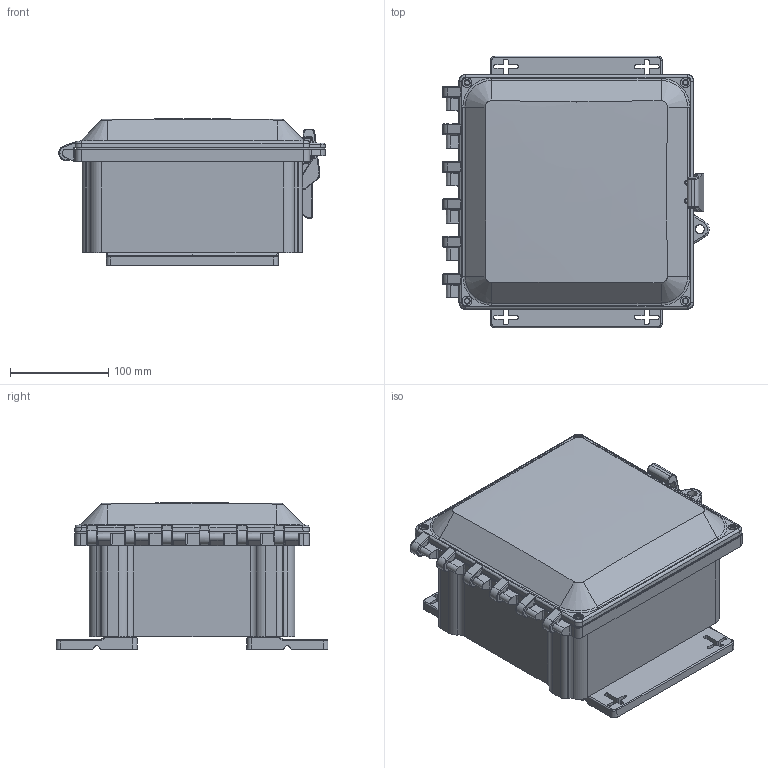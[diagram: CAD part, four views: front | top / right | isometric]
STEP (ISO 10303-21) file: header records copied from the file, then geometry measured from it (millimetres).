
FILE_DESCRIPTION (( 'STEP AP214' ), '1' );
FILE_NAME ('AHF884C.STEP', '2024-03-07T12:38:34', ( '' ), ( '' ), 'SwSTEP 2.0', 'SolidWorks 2023', '' );
FILE_SCHEMA (( 'AUTOMOTIVE_DESIGN' ));
Length unit declared in the file: inch
Products named in the file (1): AHF884C
Bounding box: 271.18 x 276.66 x 148.76 mm (x, y, z)
Volume: 1315105.4 mm3; surface area: 522914.5 mm2
Topology: 4 solids, 4 shells, 1157 faces, 2953 edges, 1827 vertices
Faces by surface type: plane 406, cylinder 341, bspline 259, cone 85, torus 62, sphere 4
Full cylindrical faces by diameter (mm): 4.76 x5, 4.953 x4, 5.08 x2, 6.35 x8, 6.604 x4, 6.858 x2, 7.937 x6, 8.319 x6, 9.525 x1, 9.906 x4, 11.43 x1, 12.38 x5, 15.88 x4
Entity records: 52735 total; most frequent: CARTESIAN_POINT 27968, ORIENTED_EDGE 5694, DIRECTION 4205, EDGE_CURVE 2847, VERTEX_POINT 1797, LINE 1409, VECTOR 1409, AXIS2_PLACEMENT_3D 1398
